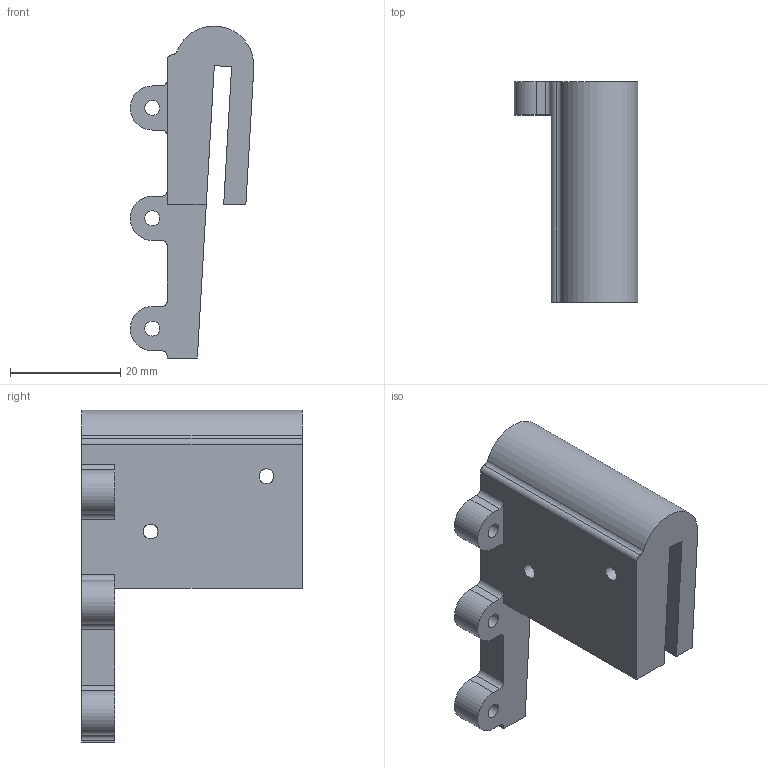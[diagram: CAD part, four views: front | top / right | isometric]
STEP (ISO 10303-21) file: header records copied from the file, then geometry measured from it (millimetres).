
FILE_DESCRIPTION(/* description */ ('Unknown'),/* implementation_level */ '2;1');
FILE_NAME(/* name */ 'BoxTopClip_ForEBreak',/* time_stamp */ '2023-07-10T18:12:38+01:00',/* author */ ('Unknown'),/* organization */ ('Unknown'),/* preprocessor_version */ 'ST-DEVELOPER v18.102',/* originating_system */ 'Solid Edge',/* authorisation */ 'Unknown');
FILE_SCHEMA (('AUTOMOTIVE_DESIGN {1 0 10303 214 3 1 1}'));
Length unit declared in the file: millimetre
Products named in the file (1): BoxTopClip_ForEBreak
Bounding box: 22.4 x 40 x 60.19 mm (x, y, z)
Volume: 16564 mm3; surface area: 7765.1 mm2
Topology: 1 solids, 1 shells, 45 faces, 125 edges, 84 vertices
Faces by surface type: plane 22, cylinder 21, bspline 2
Full cylindrical faces by diameter (mm): 2.7 x5, 6 x4
Entity records: 1482 total; most frequent: CARTESIAN_POINT 299, DIRECTION 240, ORIENTED_EDGE 222, EDGE_CURVE 111, AXIS2_PLACEMENT_3D 87, VERTEX_POINT 80, EDGE_LOOP 71, FACE_BOUND 71
